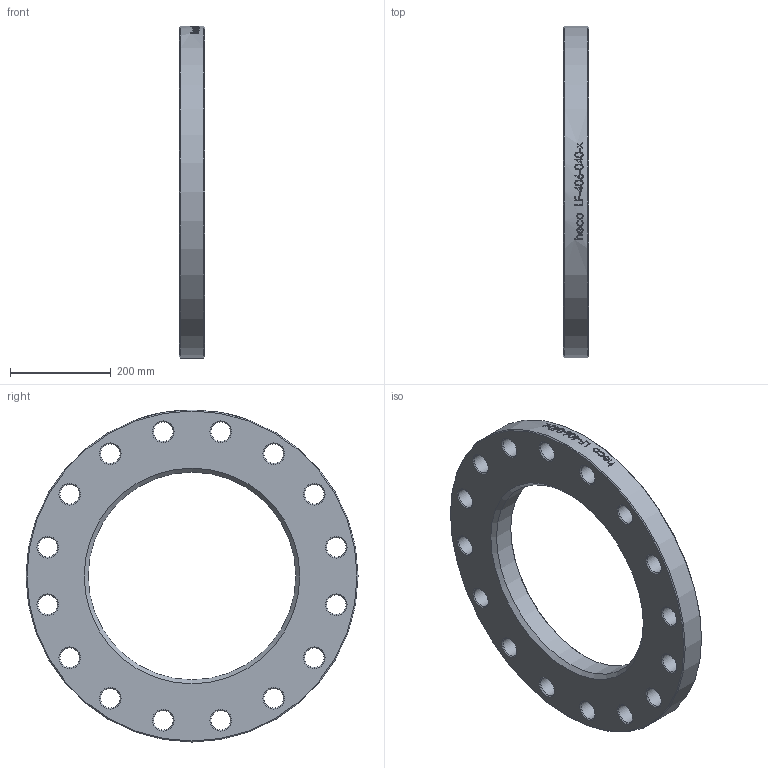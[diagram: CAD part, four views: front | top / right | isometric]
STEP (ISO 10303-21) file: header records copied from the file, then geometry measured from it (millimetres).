
FILE_DESCRIPTION (( 'STEP AP214' ), '1' );
FILE_NAME ('LF-406-040-x Loser Flansch PN40 2101.STEP', '2021-01-29T11:18:01', ( '' ), ( '' ), 'SwSTEP 2.0', 'SolidWorks 2019', '' );
FILE_SCHEMA (( 'AUTOMOTIVE_DESIGN' ));
Length unit declared in the file: millimetre
Products named in the file (1): LF-406-040-x Loser Flansch PN40 2101
Bounding box: 50 x 660 x 660 mm (x, y, z)
Volume: 9380338.7 mm3; surface area: 627745.9 mm2
Topology: 1 solids, 1 shells, 80 faces, 300 edges, 245 vertices
Faces by surface type: cylinder 42, cone 36, plane 2
Full cylindrical faces by diameter (mm): 39 x16, 413 x1, 660 x1
Entity records: 7338 total; most frequent: CARTESIAN_POINT 4833, ORIENTED_EDGE 450, DIRECTION 405, VERTEX_POINT 225, EDGE_CURVE 225, EDGE_LOOP 192, AXIS2_PLACEMENT_3D 188, CIRCLE 107
